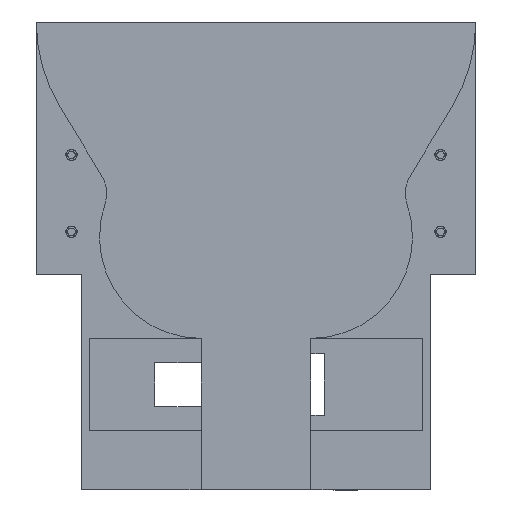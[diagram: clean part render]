
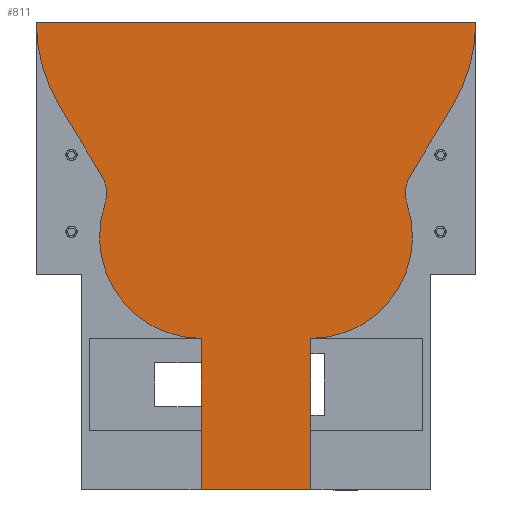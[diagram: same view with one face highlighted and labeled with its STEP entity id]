
A CAD part, front view. The second image highlights one B-rep face of the part: STEP entity #811.
In plain terms, the highlighted planar face has unit normal (0, -1, 0).
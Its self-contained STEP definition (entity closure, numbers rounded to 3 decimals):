
#72 = DIRECTION ( 'NONE',  ( 0.521, 0., -0.854 ) ) ;
#147 = AXIS2_PLACEMENT_3D ( 'NONE', #712, #3252, #2686 ) ;
#148 = CARTESIAN_POINT ( 'NONE',  ( 125., 0., 0. ) ) ;
#149 = VERTEX_POINT ( 'NONE', #2550 ) ;
#213 = VERTEX_POINT ( 'NONE', #2093 ) ;
#243 = EDGE_CURVE ( 'NONE', #692, #2129, #2545, .T. ) ;
#261 = CARTESIAN_POINT ( 'NONE',  ( 125., 0., -179. ) ) ;
#332 = VECTOR ( 'NONE', #875, 1000. ) ;
#372 = CIRCLE ( 'NONE', #3018, 75. ) ;
#416 = CARTESIAN_POINT ( 'NONE',  ( 200., 0., 0. ) ) ;
#447 = EDGE_CURVE ( 'NONE', #790, #2701, #1950, .T. ) ;
#459 = EDGE_CURVE ( 'NONE', #3213, #3058, #1552, .T. ) ;
#463 = EDGE_CURVE ( 'NONE', #2388, #3220, #372, .T. ) ;
#468 = ORIENTED_EDGE ( 'NONE', *, *, #463, .F. ) ;
#502 = VERTEX_POINT ( 'NONE', #2857 ) ;
#558 = EDGE_CURVE ( 'NONE', #601, #2480, #2147, .T. ) ;
#593 = AXIS2_PLACEMENT_3D ( 'NONE', #2983, #937, #1488 ) ;
#601 = VERTEX_POINT ( 'NONE', #1832 ) ;
#642 = EDGE_CURVE ( 'NONE', #2129, #790, #846, .T. ) ;
#644 = VECTOR ( 'NONE', #1866, 1000. ) ;
#687 = CARTESIAN_POINT ( 'NONE',  ( 75., 0., 0. ) ) ;
#690 = DIRECTION ( 'NONE',  ( 1., 0., 0. ) ) ;
#692 = VERTEX_POINT ( 'NONE', #1893 ) ;
#712 = CARTESIAN_POINT ( 'NONE',  ( 184., 0., -78.018 ) ) ;
#723 = DIRECTION ( 'NONE',  ( 0., 0., -1. ) ) ;
#728 = CIRCLE ( 'NONE', #147, 16. ) ;
#736 = ORIENTED_EDGE ( 'NONE', *, *, #459, .T. ) ;
#760 = DIRECTION ( 'NONE',  ( 0., 1., 0. ) ) ;
#790 = VERTEX_POINT ( 'NONE', #1524 ) ;
#799 = AXIS2_PLACEMENT_3D ( 'NONE', #2199, #1414, #2177 ) ;
#811 = ADVANCED_FACE ( 'NONE', ( #2746 ), #1493, .F. ) ;
#812 = VERTEX_POINT ( 'NONE', #261 ) ;
#846 = LINE ( 'NONE', #2889, #644 ) ;
#873 = DIRECTION ( 'NONE',  ( 0., 0., -1. ) ) ;
#875 = DIRECTION ( 'NONE',  ( 0., 0., 1. ) ) ;
#892 = VECTOR ( 'NONE', #723, 1000. ) ;
#916 = LINE ( 'NONE', #1686, #892 ) ;
#917 = ORIENTED_EDGE ( 'NONE', *, *, #2838, .T. ) ;
#920 = CARTESIAN_POINT ( 'NONE',  ( 75., 0., -97.779 ) ) ;
#937 = DIRECTION ( 'NONE',  ( 0., 1., 0. ) ) ;
#970 = CARTESIAN_POINT ( 'NONE',  ( 0., 0., 0. ) ) ;
#1031 = ORIENTED_EDGE ( 'NONE', *, *, #1215, .F. ) ;
#1062 = VECTOR ( 'NONE', #1286, 1000. ) ;
#1148 = EDGE_CURVE ( 'NONE', #502, #2115, #2143, .T. ) ;
#1215 = EDGE_CURVE ( 'NONE', #149, #2388, #3211, .T. ) ;
#1217 = ORIENTED_EDGE ( 'NONE', *, *, #2576, .T. ) ;
#1223 = EDGE_CURVE ( 'NONE', #2480, #692, #1282, .T. ) ;
#1272 = VERTEX_POINT ( 'NONE', #1472 ) ;
#1282 = CIRCLE ( 'NONE', #593, 16. ) ;
#1286 = DIRECTION ( 'NONE',  ( 1., 0., 0. ) ) ;
#1299 = ORIENTED_EDGE ( 'NONE', *, *, #447, .T. ) ;
#1316 = CARTESIAN_POINT ( 'NONE',  ( 75., 0., -175. ) ) ;
#1329 = VECTOR ( 'NONE', #72, 1000. ) ;
#1337 = CARTESIAN_POINT ( 'NONE',  ( 125., 0., -97.779 ) ) ;
#1370 = VECTOR ( 'NONE', #2478, 1000. ) ;
#1376 = EDGE_LOOP ( 'NONE', ( #1728, #1600, #1299, #1217, #736, #917, #1416, #2399, #2683, #2194, #1828, #468, #1031, #3198, #2500, #2724 ) ) ;
#1414 = DIRECTION ( 'NONE',  ( 0., 1., 0. ) ) ;
#1416 = ORIENTED_EDGE ( 'NONE', *, *, #2095, .T. ) ;
#1420 = DIRECTION ( 'NONE',  ( 0., -1., 0. ) ) ;
#1447 = CIRCLE ( 'NONE', #1605, 46.221 ) ;
#1457 = DIRECTION ( 'NONE',  ( 0., 0., -1. ) ) ;
#1472 = CARTESIAN_POINT ( 'NONE',  ( 168.828, 0., -83.099 ) ) ;
#1488 = DIRECTION ( 'NONE',  ( 0., 0., -1. ) ) ;
#1493 = PLANE ( 'NONE',  #799 ) ;
#1512 = CARTESIAN_POINT ( 'NONE',  ( 75., 0., -144. ) ) ;
#1524 = CARTESIAN_POINT ( 'NONE',  ( 75., 0., -155. ) ) ;
#1534 = CARTESIAN_POINT ( 'NONE',  ( 29.659, 0., -69.684 ) ) ;
#1552 = LINE ( 'NONE', #2032, #1062 ) ;
#1580 = LINE ( 'NONE', #2345, #1694 ) ;
#1600 = ORIENTED_EDGE ( 'NONE', *, *, #642, .T. ) ;
#1605 = AXIS2_PLACEMENT_3D ( 'NONE', #1337, #2562, #2592 ) ;
#1667 = EDGE_CURVE ( 'NONE', #2115, #1272, #1447, .T. ) ;
#1686 = CARTESIAN_POINT ( 'NONE',  ( 75., 0., 0. ) ) ;
#1694 = VECTOR ( 'NONE', #2585, 1000. ) ;
#1728 = ORIENTED_EDGE ( 'NONE', *, *, #243, .T. ) ;
#1783 = DIRECTION ( 'NONE',  ( 0., 0., 1. ) ) ;
#1806 = CARTESIAN_POINT ( 'NONE',  ( 125., 0., -213. ) ) ;
#1809 = VECTOR ( 'NONE', #1457, 1000. ) ;
#1828 = ORIENTED_EDGE ( 'NONE', *, *, #2266, .T. ) ;
#1832 = CARTESIAN_POINT ( 'NONE',  ( 10.976, 0., -39.063 ) ) ;
#1866 = DIRECTION ( 'NONE',  ( 0., 0., -1. ) ) ;
#1893 = CARTESIAN_POINT ( 'NONE',  ( 31.172, 0., -83.099 ) ) ;
#1950 = LINE ( 'NONE', #687, #1809 ) ;
#2032 = CARTESIAN_POINT ( 'NONE',  ( 0., 0., -213. ) ) ;
#2093 = CARTESIAN_POINT ( 'NONE',  ( 170.341, 0., -69.684 ) ) ;
#2095 = EDGE_CURVE ( 'NONE', #812, #502, #2425, .T. ) ;
#2102 = CARTESIAN_POINT ( 'NONE',  ( 29.659, 0., -69.684 ) ) ;
#2115 = VERTEX_POINT ( 'NONE', #2523 ) ;
#2129 = VERTEX_POINT ( 'NONE', #1512 ) ;
#2143 = LINE ( 'NONE', #3147, #332 ) ;
#2147 = LINE ( 'NONE', #2102, #1329 ) ;
#2166 = CARTESIAN_POINT ( 'NONE',  ( 75., 0., -213. ) ) ;
#2176 = AXIS2_PLACEMENT_3D ( 'NONE', #920, #2946, #873 ) ;
#2177 = DIRECTION ( 'NONE',  ( 0., 0., 1. ) ) ;
#2194 = ORIENTED_EDGE ( 'NONE', *, *, #2593, .T. ) ;
#2199 = CARTESIAN_POINT ( 'NONE',  ( 0., 0., 0. ) ) ;
#2205 = CARTESIAN_POINT ( 'NONE',  ( 189.024, 0., -39.063 ) ) ;
#2266 = EDGE_CURVE ( 'NONE', #213, #3220, #1580, .T. ) ;
#2345 = CARTESIAN_POINT ( 'NONE',  ( 170.341, 0., -69.684 ) ) ;
#2384 = CARTESIAN_POINT ( 'NONE',  ( 75., 0., 0. ) ) ;
#2388 = VERTEX_POINT ( 'NONE', #416 ) ;
#2399 = ORIENTED_EDGE ( 'NONE', *, *, #1148, .T. ) ;
#2425 = LINE ( 'NONE', #148, #1370 ) ;
#2478 = DIRECTION ( 'NONE',  ( 0., 0., 1. ) ) ;
#2480 = VERTEX_POINT ( 'NONE', #1534 ) ;
#2500 = ORIENTED_EDGE ( 'NONE', *, *, #558, .T. ) ;
#2523 = CARTESIAN_POINT ( 'NONE',  ( 125., 0., -144. ) ) ;
#2545 = CIRCLE ( 'NONE', #2176, 46.221 ) ;
#2550 = CARTESIAN_POINT ( 'NONE',  ( 0., 0., 0. ) ) ;
#2551 = VECTOR ( 'NONE', #690, 1000. ) ;
#2562 = DIRECTION ( 'NONE',  ( 0., -1., 0. ) ) ;
#2576 = EDGE_CURVE ( 'NONE', #2701, #3213, #916, .T. ) ;
#2585 = DIRECTION ( 'NONE',  ( 0.521, 0., 0.854 ) ) ;
#2592 = DIRECTION ( 'NONE',  ( 0., 0., 1. ) ) ;
#2593 = EDGE_CURVE ( 'NONE', #1272, #213, #728, .T. ) ;
#2681 = CARTESIAN_POINT ( 'NONE',  ( 125., 0., 0. ) ) ;
#2683 = ORIENTED_EDGE ( 'NONE', *, *, #1667, .T. ) ;
#2686 = DIRECTION ( 'NONE',  ( 0., 0., 1. ) ) ;
#2701 = VERTEX_POINT ( 'NONE', #1316 ) ;
#2724 = ORIENTED_EDGE ( 'NONE', *, *, #1223, .T. ) ;
#2746 = FACE_OUTER_BOUND ( 'NONE', #1376, .T. ) ;
#2747 = AXIS2_PLACEMENT_3D ( 'NONE', #2384, #1420, #2929 ) ;
#2838 = EDGE_CURVE ( 'NONE', #3058, #812, #3214, .T. ) ;
#2857 = CARTESIAN_POINT ( 'NONE',  ( 125., 0., -151. ) ) ;
#2889 = CARTESIAN_POINT ( 'NONE',  ( 75., 0., 0. ) ) ;
#2929 = DIRECTION ( 'NONE',  ( 0., 0., 1. ) ) ;
#2946 = DIRECTION ( 'NONE',  ( 0., -1., 0. ) ) ;
#2983 = CARTESIAN_POINT ( 'NONE',  ( 16., 0., -78.018 ) ) ;
#3007 = VECTOR ( 'NONE', #3162, 1000. ) ;
#3018 = AXIS2_PLACEMENT_3D ( 'NONE', #3039, #760, #1783 ) ;
#3039 = CARTESIAN_POINT ( 'NONE',  ( 125., 0., 0. ) ) ;
#3058 = VERTEX_POINT ( 'NONE', #1806 ) ;
#3147 = CARTESIAN_POINT ( 'NONE',  ( 125., 0., 0. ) ) ;
#3162 = DIRECTION ( 'NONE',  ( 0., 0., 1. ) ) ;
#3198 = ORIENTED_EDGE ( 'NONE', *, *, #3259, .T. ) ;
#3211 = LINE ( 'NONE', #970, #2551 ) ;
#3213 = VERTEX_POINT ( 'NONE', #2166 ) ;
#3214 = LINE ( 'NONE', #2681, #3007 ) ;
#3220 = VERTEX_POINT ( 'NONE', #2205 ) ;
#3252 = DIRECTION ( 'NONE',  ( 0., 1., 0. ) ) ;
#3259 = EDGE_CURVE ( 'NONE', #149, #601, #3278, .T. ) ;
#3278 = CIRCLE ( 'NONE', #2747, 75. ) ;
